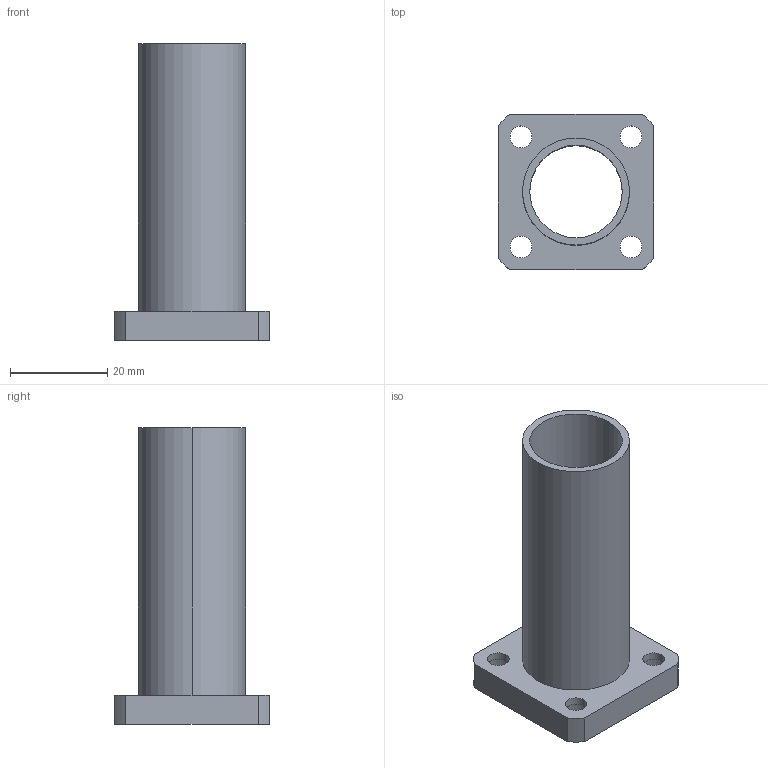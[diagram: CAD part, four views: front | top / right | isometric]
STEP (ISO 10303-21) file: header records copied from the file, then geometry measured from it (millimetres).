
FILE_DESCRIPTION (( 'STEP AP214' ), '1' );
FILE_NAME ('Quadratflansch lang LMEK-12L.step', '2020-03-04T13:14:39', ( '' ), ( '' ), 'SwSTEP 2.0', 'SolidWorks 2019', '' );
FILE_SCHEMA (( 'AUTOMOTIVE_DESIGN' ));
Length unit declared in the file: millimetre
Products named in the file (1): Quadratflansch lang LMEK-12L
Bounding box: 32 x 32 x 61 mm (x, y, z)
Volume: 8704.3 mm3; surface area: 10041.6 mm2
Topology: 1 solids, 1 shells, 35 faces, 84 edges, 56 vertices
Faces by surface type: cylinder 24, plane 11
Entity records: 1100 total; most frequent: DIRECTION 204, CARTESIAN_POINT 176, ORIENTED_EDGE 168, AXIS2_PLACEMENT_3D 84, EDGE_CURVE 84, VERTEX_POINT 56, EDGE_LOOP 50, CIRCLE 48
